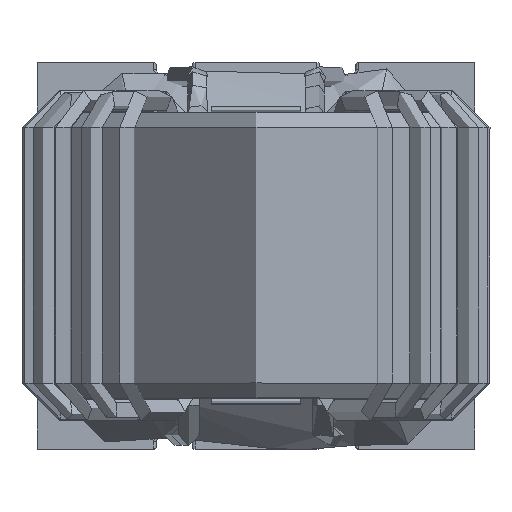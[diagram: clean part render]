
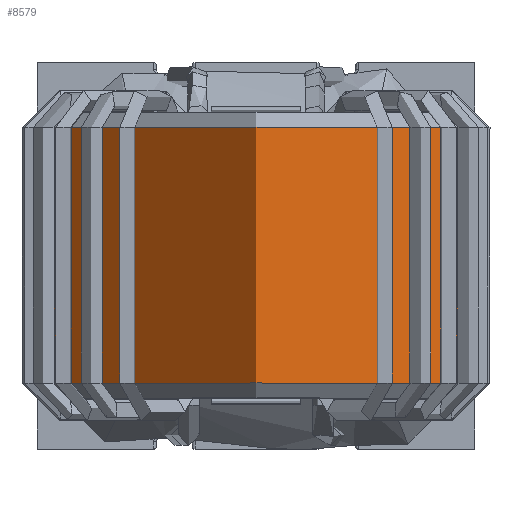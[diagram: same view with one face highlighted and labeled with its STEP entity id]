
A CAD part, top view. The second image highlights one B-rep face of the part: STEP entity #8579.
In plain terms, the highlighted cylindrical face has radius 7.15 mm (diameter 14.3 mm), a full revolution.
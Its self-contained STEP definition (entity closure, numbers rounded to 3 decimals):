
#297=CYLINDRICAL_SURFACE('',#9153,7.15);
#1671=ORIENTED_EDGE('',*,*,#2897,.T.);
#1672=ORIENTED_EDGE('',*,*,#2898,.T.);
#2897=EDGE_CURVE('',#3535,#3535,#4019,.T.);
#2898=EDGE_CURVE('',#3536,#3536,#4020,.F.);
#3535=VERTEX_POINT('',#11871);
#3536=VERTEX_POINT('',#11873);
#4019=CIRCLE('',#9154,7.15);
#4020=CIRCLE('',#9155,7.15);
#4382=EDGE_LOOP('',(#1671));
#4383=EDGE_LOOP('',(#1672));
#5042=FACE_BOUND('',#4382,.T.);
#5043=FACE_BOUND('',#4383,.T.);
#8579=ADVANCED_FACE('',(#5042,#5043),#297,.T.);
#9153=AXIS2_PLACEMENT_3D('',#11869,#10241,#10242);
#9154=AXIS2_PLACEMENT_3D('',#11870,#10243,#10244);
#9155=AXIS2_PLACEMENT_3D('',#11872,#10245,#10246);
#10241=DIRECTION('',(0.,1.,0.));
#10242=DIRECTION('',(0.,0.,1.));
#10243=DIRECTION('',(0.,1.,0.));
#10244=DIRECTION('',(0.,0.,1.));
#10245=DIRECTION('',(0.,1.,0.));
#10246=DIRECTION('',(0.,0.,1.));
#11869=CARTESIAN_POINT('',(0.,-4.8,7.25));
#11870=CARTESIAN_POINT('',(0.,-4.3,7.25));
#11871=CARTESIAN_POINT('',(0.,-4.3,14.4));
#11872=CARTESIAN_POINT('',(0.,4.3,7.25));
#11873=CARTESIAN_POINT('',(0.,4.3,14.4));
